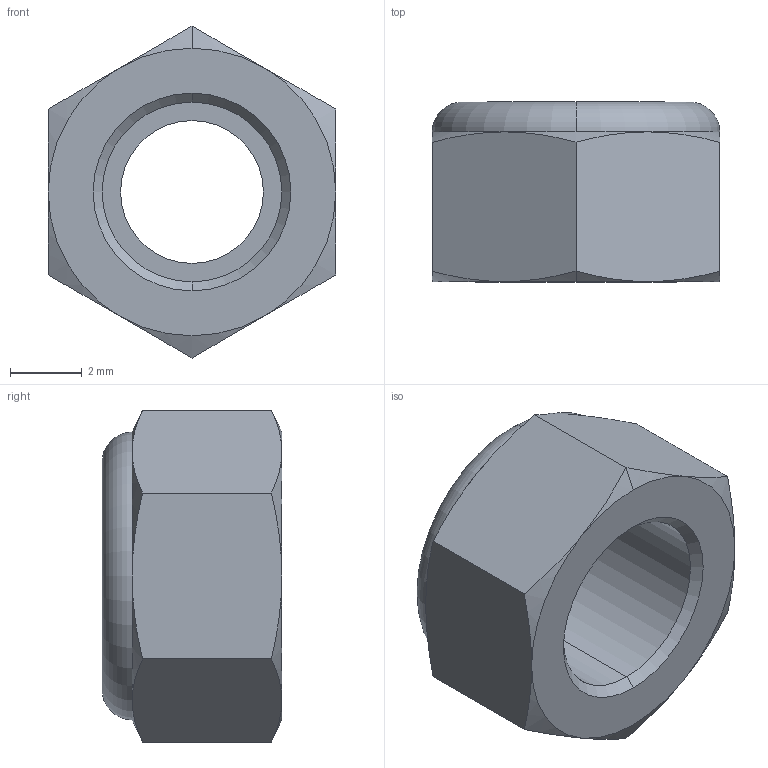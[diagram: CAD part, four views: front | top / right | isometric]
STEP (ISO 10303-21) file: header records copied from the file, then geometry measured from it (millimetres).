
FILE_DESCRIPTION (( 'STEP AP203' ), '1' );
FILE_NAME ('94645A102_NO THREADS_High-Strength Steel Nylon-Insert Locknut.STEP', '2021-07-08T10:43:14', ( 'Administrator' ), ( 'Managed by Terraform' ), 'SwSTEP 2.0', 'SolidWorks 2017', '' );
FILE_SCHEMA (( 'CONFIG_CONTROL_DESIGN' ));
Length unit declared in the file: millimetre
Products named in the file (1): 94645A102_NO THREADS_High-Strength Steel Nylon-Insert Locknut
Bounding box: 8 x 5 x 9.24 mm (x, y, z)
Volume: 168.8 mm3; surface area: 397.8 mm2
Topology: 2 solids, 2 shells, 40 faces, 85 edges, 51 vertices
Faces by surface type: cone 16, plane 12, cylinder 6, torus 6
Entity records: 1217 total; most frequent: CARTESIAN_POINT 281, DIRECTION 188, ORIENTED_EDGE 170, AXIS2_PLACEMENT_3D 86, EDGE_CURVE 85, VERTEX_POINT 51, EDGE_LOOP 46, CIRCLE 45
